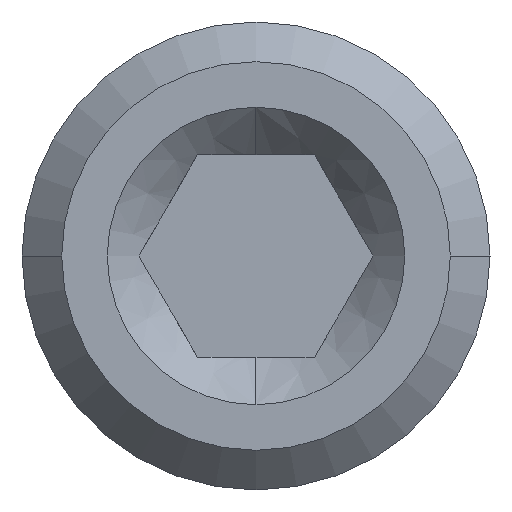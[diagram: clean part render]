
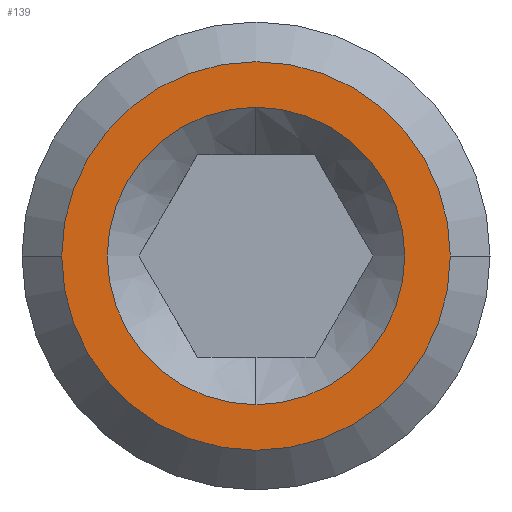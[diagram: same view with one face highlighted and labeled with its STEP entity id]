
A CAD part, left-side view. The second image highlights one B-rep face of the part: STEP entity #139.
In plain terms, the highlighted planar face has unit normal (-1, 0, 0).
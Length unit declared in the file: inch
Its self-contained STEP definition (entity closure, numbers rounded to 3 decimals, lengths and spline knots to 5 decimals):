
#89 = EDGE_CURVE ( 'NONE', #266, #288, #622, .T. ) ;
#94 = EDGE_CURVE ( 'NONE', #274, #220, #552, .T. ) ;
#98 = EDGE_CURVE ( 'NONE', #288, #266, #584, .T. ) ;
#102 = EDGE_CURVE ( 'NONE', #220, #274, #553, .T. ) ;
#139 = ADVANCED_FACE ( 'NONE', ( #222, #224 ), #967, .T. ) ;
#220 = VERTEX_POINT ( 'NONE', #1040 ) ;
#222 = FACE_BOUND ( 'NONE', #404, .T. ) ;
#224 = FACE_OUTER_BOUND ( 'NONE', #428, .T. ) ;
#266 = VERTEX_POINT ( 'NONE', #1054 ) ;
#274 = VERTEX_POINT ( 'NONE', #1057 ) ;
#288 = VERTEX_POINT ( 'NONE', #1061 ) ;
#404 = EDGE_LOOP ( 'NONE', ( #498, #517 ) ) ;
#419 = ORIENTED_EDGE ( 'NONE', *, *, #98, .T. ) ;
#428 = EDGE_LOOP ( 'NONE', ( #492, #419 ) ) ;
#492 = ORIENTED_EDGE ( 'NONE', *, *, #89, .T. ) ;
#498 = ORIENTED_EDGE ( 'NONE', *, *, #94, .F. ) ;
#517 = ORIENTED_EDGE ( 'NONE', *, *, #102, .F. ) ;
#552 = CIRCLE ( 'NONE', #627, 0.0375 ) ;
#553 = CIRCLE ( 'NONE', #634, 0.0375 ) ;
#555 = AXIS2_PLACEMENT_3D ( 'NONE', #802, #798, #749 ) ;
#557 = AXIS2_PLACEMENT_3D ( 'NONE', #931, #932, #922 ) ;
#560 = AXIS2_PLACEMENT_3D ( 'NONE', #767, #766, #768 ) ;
#584 = CIRCLE ( 'NONE', #560, 0.049 ) ;
#622 = CIRCLE ( 'NONE', #555, 0.049 ) ;
#627 = AXIS2_PLACEMENT_3D ( 'NONE', #813, #776, #790 ) ;
#634 = AXIS2_PLACEMENT_3D ( 'NONE', #652, #653, #821 ) ;
#652 = CARTESIAN_POINT ( 'NONE',  ( -2.77082, 0.34778, 0.96649 ) ) ;
#653 = DIRECTION ( 'NONE',  ( -1., 0., 0. ) ) ;
#749 = DIRECTION ( 'NONE',  ( 0., -1., 0. ) ) ;
#766 = DIRECTION ( 'NONE',  ( -1., 0., 0. ) ) ;
#767 = CARTESIAN_POINT ( 'NONE',  ( -2.77082, 0.34778, 0.96649 ) ) ;
#768 = DIRECTION ( 'NONE',  ( 0., -1., 0. ) ) ;
#776 = DIRECTION ( 'NONE',  ( -1., 0., 0. ) ) ;
#790 = DIRECTION ( 'NONE',  ( 0., 0., 1. ) ) ;
#798 = DIRECTION ( 'NONE',  ( -1., 0., 0. ) ) ;
#802 = CARTESIAN_POINT ( 'NONE',  ( -2.77082, 0.34778, 0.96649 ) ) ;
#813 = CARTESIAN_POINT ( 'NONE',  ( -2.77082, 0.34778, 0.96649 ) ) ;
#821 = DIRECTION ( 'NONE',  ( 0., 0., 1. ) ) ;
#922 = DIRECTION ( 'NONE',  ( 0., -1., 0. ) ) ;
#931 = CARTESIAN_POINT ( 'NONE',  ( -2.77082, -0.42787, 0.96649 ) ) ;
#932 = DIRECTION ( 'NONE',  ( -1., 0., 0. ) ) ;
#967 = PLANE ( 'NONE',  #557 ) ;
#1040 = CARTESIAN_POINT ( 'NONE',  ( -2.77082, 0.34778, 0.92899 ) ) ;
#1054 = CARTESIAN_POINT ( 'NONE',  ( -2.77082, 0.39678, 0.96649 ) ) ;
#1057 = CARTESIAN_POINT ( 'NONE',  ( -2.77082, 0.34778, 1.00399 ) ) ;
#1061 = CARTESIAN_POINT ( 'NONE',  ( -2.77082, 0.29878, 0.96649 ) ) ;
